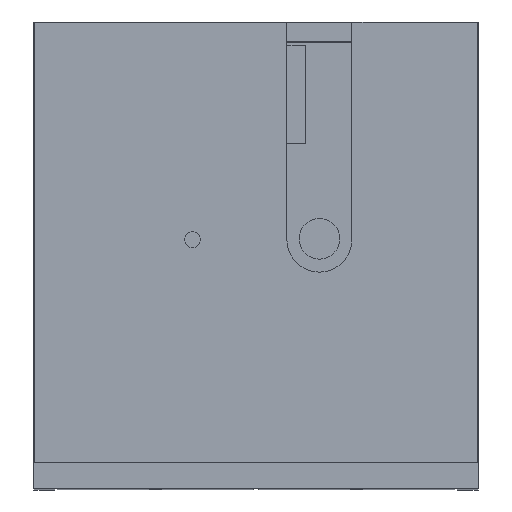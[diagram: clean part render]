
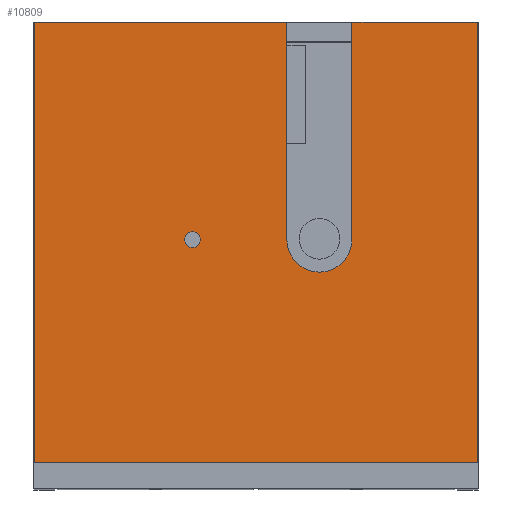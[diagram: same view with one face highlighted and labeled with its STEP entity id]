
A CAD part, top view. The second image highlights one B-rep face of the part: STEP entity #10809.
In plain terms, the highlighted planar face has unit normal (0, 0, 1).
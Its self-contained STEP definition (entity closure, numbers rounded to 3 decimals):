
#105=LINE('',#14994,#1429);
#113=LINE('',#15009,#1437);
#116=LINE('',#15015,#1440);
#119=LINE('',#15021,#1443);
#121=LINE('',#15024,#1445);
#122=LINE('',#15027,#1446);
#123=LINE('',#15030,#1447);
#1429=VECTOR('',#12261,10.);
#1437=VECTOR('',#12269,10.);
#1440=VECTOR('',#12274,10.);
#1443=VECTOR('',#12279,10.);
#1445=VECTOR('',#12283,10.);
#1446=VECTOR('',#12286,10.);
#1447=VECTOR('',#12289,10.);
#2711=PLANE('',#11463);
#3203=FACE_BOUND('',#3980,.T.);
#3402=FACE_OUTER_BOUND('',#3979,.T.);
#3979=EDGE_LOOP('',(#7382,#7383,#7384,#7385,#7386,#7387,#7388,#7389));
#3980=EDGE_LOOP('',(#7390));
#4689=CIRCLE('',#11423,14.5);
#4700=CIRCLE('',#11464,60.);
#4809=VERTEX_POINT('',#14829);
#4867=VERTEX_POINT('',#14989);
#4868=VERTEX_POINT('',#14991);
#4869=VERTEX_POINT('',#14993);
#4876=VERTEX_POINT('',#15007);
#4878=VERTEX_POINT('',#15013);
#4880=VERTEX_POINT('',#15019);
#4881=VERTEX_POINT('',#15026);
#4882=VERTEX_POINT('',#15028);
#5795=EDGE_CURVE('',#4809,#4809,#4689,.T.);
#5873=EDGE_CURVE('',#4868,#4869,#105,.T.);
#5881=EDGE_CURVE('',#4876,#4867,#113,.T.);
#5884=EDGE_CURVE('',#4878,#4876,#116,.T.);
#5887=EDGE_CURVE('',#4880,#4878,#119,.T.);
#5889=EDGE_CURVE('',#4869,#4880,#121,.T.);
#5890=EDGE_CURVE('',#4881,#4868,#122,.T.);
#5891=EDGE_CURVE('',#4882,#4881,#4700,.T.);
#5892=EDGE_CURVE('',#4867,#4882,#123,.T.);
#7382=ORIENTED_EDGE('',*,*,#5890,.F.);
#7383=ORIENTED_EDGE('',*,*,#5891,.F.);
#7384=ORIENTED_EDGE('',*,*,#5892,.F.);
#7385=ORIENTED_EDGE('',*,*,#5881,.F.);
#7386=ORIENTED_EDGE('',*,*,#5884,.F.);
#7387=ORIENTED_EDGE('',*,*,#5887,.F.);
#7388=ORIENTED_EDGE('',*,*,#5889,.F.);
#7389=ORIENTED_EDGE('',*,*,#5873,.F.);
#7390=ORIENTED_EDGE('',*,*,#5795,.T.);
#10809=ADVANCED_FACE('',(#3402,#3203),#2711,.F.);
#11423=AXIS2_PLACEMENT_3D('',#14830,#12120,#12121);
#11463=AXIS2_PLACEMENT_3D('',#15025,#12284,#12285);
#11464=AXIS2_PLACEMENT_3D('',#15029,#12287,#12288);
#12120=DIRECTION('center_axis',(0.,0.,-1.));
#12121=DIRECTION('ref_axis',(-1.,0.,0.));
#12261=DIRECTION('',(1.,0.,0.));
#12269=DIRECTION('',(1.,0.,0.));
#12274=DIRECTION('',(0.,1.,0.));
#12279=DIRECTION('',(-1.,0.,0.));
#12283=DIRECTION('',(0.,-1.,0.));
#12284=DIRECTION('center_axis',(0.,0.,-1.));
#12285=DIRECTION('ref_axis',(-1.,0.,0.));
#12286=DIRECTION('',(0.,1.,0.));
#12287=DIRECTION('center_axis',(0.,0.,1.));
#12288=DIRECTION('ref_axis',(-1.,0.,0.));
#12289=DIRECTION('',(0.,-1.,0.));
#14829=CARTESIAN_POINT('',(-102.5,28.5,983.));
#14830=CARTESIAN_POINT('Origin',(-117.,28.5,983.));
#14989=CARTESIAN_POINT('',(57.,430.,983.));
#14991=CARTESIAN_POINT('',(177.,430.,983.));
#14993=CARTESIAN_POINT('',(409.,430.,983.));
#14994=CARTESIAN_POINT('',(206.233,430.,983.));
#15007=CARTESIAN_POINT('',(-409.,430.,983.));
#15009=CARTESIAN_POINT('',(206.233,430.,983.));
#15013=CARTESIAN_POINT('',(-409.,-383.5,983.));
#15015=CARTESIAN_POINT('',(-409.,430.,983.));
#15019=CARTESIAN_POINT('',(409.,-383.5,983.));
#15021=CARTESIAN_POINT('',(-409.,-383.5,983.));
#15024=CARTESIAN_POINT('',(409.,-383.5,983.));
#15025=CARTESIAN_POINT('Origin',(2.586,30.507,983.));
#15026=CARTESIAN_POINT('',(177.,28.5,983.));
#15027=CARTESIAN_POINT('',(177.,211.814,983.));
#15028=CARTESIAN_POINT('',(57.,28.5,983.));
#15029=CARTESIAN_POINT('Origin',(117.,28.5,983.));
#15030=CARTESIAN_POINT('',(57.,29.504,983.));
